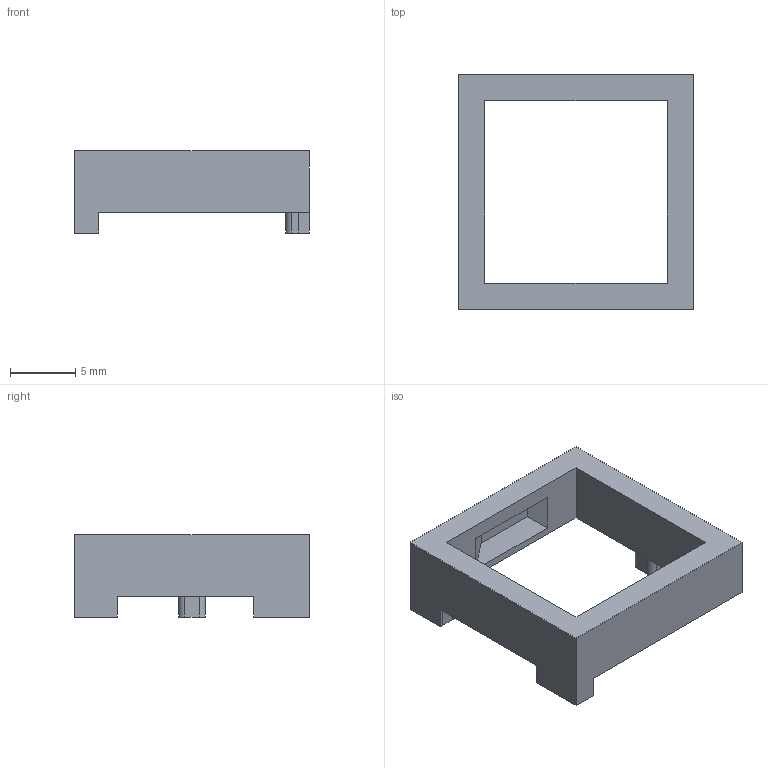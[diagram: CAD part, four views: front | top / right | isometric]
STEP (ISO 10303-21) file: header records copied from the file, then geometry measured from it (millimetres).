
FILE_DESCRIPTION(/* description */ (''),/* implementation_level */ '2;1');
FILE_NAME(/* name */ 'key-mx-skree.step',/* time_stamp */ '2024-10-27T00:28:20-04:00',/* author */ (''),/* organization */ (''),/* preprocessor_version */ 'ST-DEVELOPER v20',/* originating_system */ 'Autodesk Translation Framework v13.20.0.188',/* authorisation */ '');
FILE_SCHEMA (('AUTOMOTIVE_DESIGN { 1 0 10303 214 3 1 1 }'));
Length unit declared in the file: millimetre
Products named in the file (1): (Unsaved)
Bounding box: 18 x 18 x 6.3 mm (x, y, z)
Volume: 606.4 mm3; surface area: 919.4 mm2
Topology: 1 solids, 1 shells, 37 faces, 99 edges, 66 vertices
Faces by surface type: plane 33, cylinder 4
Entity records: 1185 total; most frequent: CARTESIAN_POINT 203, ORIENTED_EDGE 198, DIRECTION 183, EDGE_CURVE 99, LINE 91, VECTOR 91, VERTEX_POINT 66, AXIS2_PLACEMENT_3D 46
